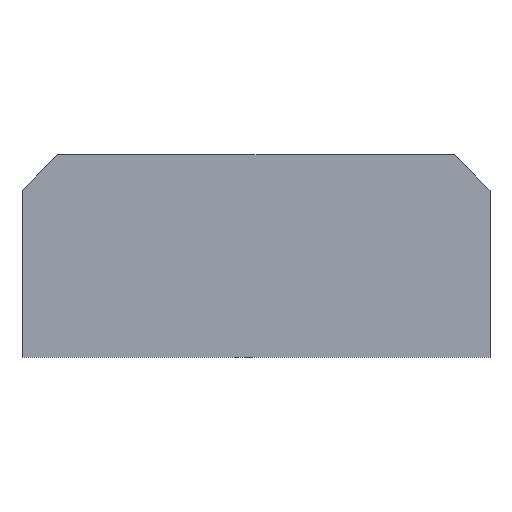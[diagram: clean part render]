
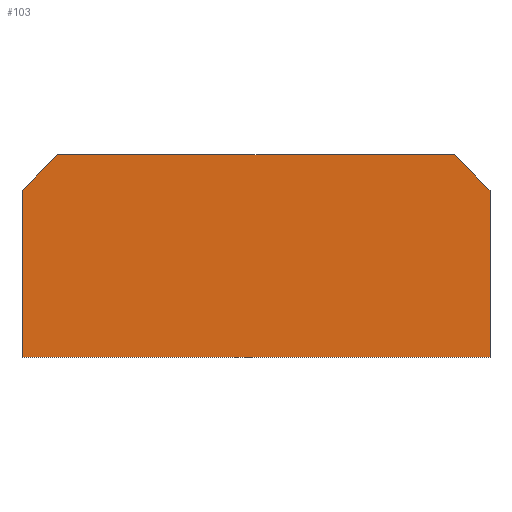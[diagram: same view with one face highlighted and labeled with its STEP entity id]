
A CAD part, top view. The second image highlights one B-rep face of the part: STEP entity #103.
In plain terms, the highlighted planar face has unit normal (0, 0, 1).
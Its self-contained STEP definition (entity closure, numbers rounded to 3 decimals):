
#103=ADVANCED_FACE('',(#119),#111,.T.);
#111=PLANE('',#238);
#119=FACE_OUTER_BOUND('',#127,.T.);
#127=EDGE_LOOP('',(#153,#154,#155,#156,#157,#158));
#153=ORIENTED_EDGE('',*,*,#179,.T.);
#154=ORIENTED_EDGE('',*,*,#183,.T.);
#155=ORIENTED_EDGE('',*,*,#186,.T.);
#156=ORIENTED_EDGE('',*,*,#189,.T.);
#157=ORIENTED_EDGE('',*,*,#192,.T.);
#158=ORIENTED_EDGE('',*,*,#194,.T.);
#167=VERTEX_POINT('',#281);
#168=VERTEX_POINT('',#283);
#170=VERTEX_POINT('',#289);
#172=VERTEX_POINT('',#295);
#174=VERTEX_POINT('',#301);
#176=VERTEX_POINT('',#307);
#179=EDGE_CURVE('',#168,#167,#197,.T.);
#183=EDGE_CURVE('',#167,#170,#201,.T.);
#186=EDGE_CURVE('',#170,#172,#204,.T.);
#189=EDGE_CURVE('',#172,#174,#207,.T.);
#192=EDGE_CURVE('',#174,#176,#210,.T.);
#194=EDGE_CURVE('',#176,#168,#212,.T.);
#197=LINE('',#282,#215);
#201=LINE('',#290,#219);
#204=LINE('',#296,#222);
#207=LINE('',#302,#225);
#210=LINE('',#308,#228);
#212=LINE('',#311,#230);
#215=VECTOR('',#244,1.);
#219=VECTOR('',#250,1.);
#222=VECTOR('',#255,1.);
#225=VECTOR('',#260,1.);
#228=VECTOR('',#265,1.);
#230=VECTOR('',#269,1.);
#238=AXIS2_PLACEMENT_3D('',#313,#272,#273);
#244=DIRECTION('',(1.,0.,0.));
#250=DIRECTION('',(0.,1.,0.));
#255=DIRECTION('',(-0.707,0.707,0.));
#260=DIRECTION('',(-1.,0.,0.));
#265=DIRECTION('',(-0.707,-0.707,0.));
#269=DIRECTION('',(0.,-1.,0.));
#272=DIRECTION('',(0.,0.,1.));
#273=DIRECTION('',(1.,0.,0.));
#281=CARTESIAN_POINT('',(26.25,0.,0.));
#282=CARTESIAN_POINT('',(-26.25,0.,0.));
#283=CARTESIAN_POINT('',(-26.25,0.,0.));
#289=CARTESIAN_POINT('',(26.25,18.75,0.));
#290=CARTESIAN_POINT('',(26.25,0.,0.));
#295=CARTESIAN_POINT('',(22.25,22.75,0.));
#296=CARTESIAN_POINT('',(26.25,18.75,0.));
#301=CARTESIAN_POINT('',(-22.25,22.75,0.));
#302=CARTESIAN_POINT('',(22.25,22.75,0.));
#307=CARTESIAN_POINT('',(-26.25,18.75,0.));
#308=CARTESIAN_POINT('',(-22.25,22.75,0.));
#311=CARTESIAN_POINT('',(-26.25,18.75,0.));
#313=CARTESIAN_POINT('',(26.25,0.,0.));
